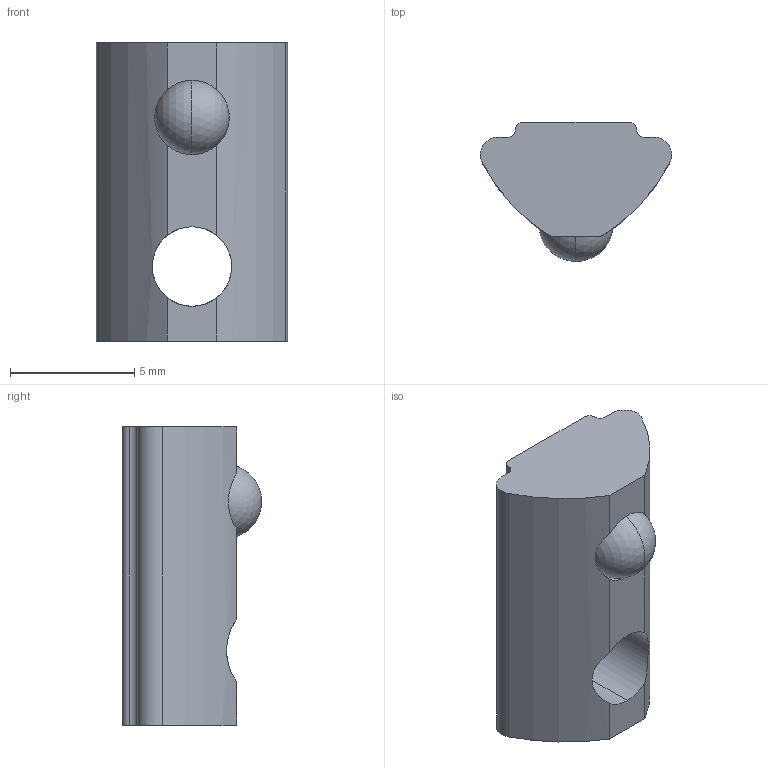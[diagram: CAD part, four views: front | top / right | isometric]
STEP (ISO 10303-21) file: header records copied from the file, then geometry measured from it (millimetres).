
FILE_DESCRIPTION (( 'STEP AP214' ), '1' );
FILE_NAME ('FIXE05E1200-Ecrou 5 St M4 rainuré.step', '2023-03-24T09:55:52', ( 'Altae' ), ( '' ), 'SwSTEP 2.0', 'SolidWorks 2021', '' );
FILE_SCHEMA (( 'AUTOMOTIVE_DESIGN' ));
Length unit declared in the file: millimetre
Products named in the file (1): FIXE05E1200-Ecrou 5 St M4 rainuré
Bounding box: 7.7 x 5.6 x 12 mm (x, y, z)
Volume: 264 mm3; surface area: 387 mm2
Topology: 2 solids, 2 shells, 25 faces, 71 edges, 47 vertices
Faces by surface type: cylinder 12, plane 9, sphere 2, cone 2
Entity records: 891 total; most frequent: CARTESIAN_POINT 196, DIRECTION 146, ORIENTED_EDGE 132, EDGE_CURVE 66, AXIS2_PLACEMENT_3D 58, VERTEX_POINT 44, CIRCLE 32, LINE 30
